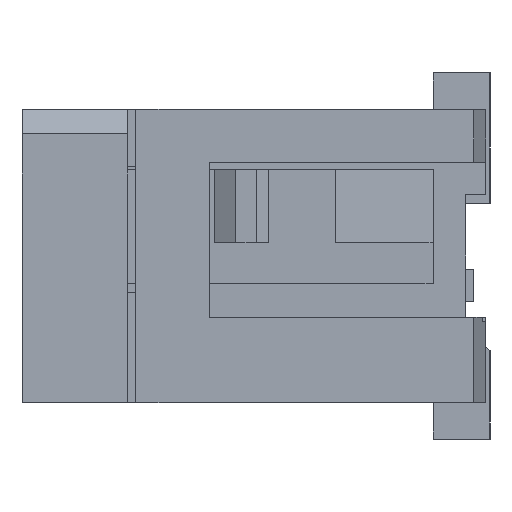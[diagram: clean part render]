
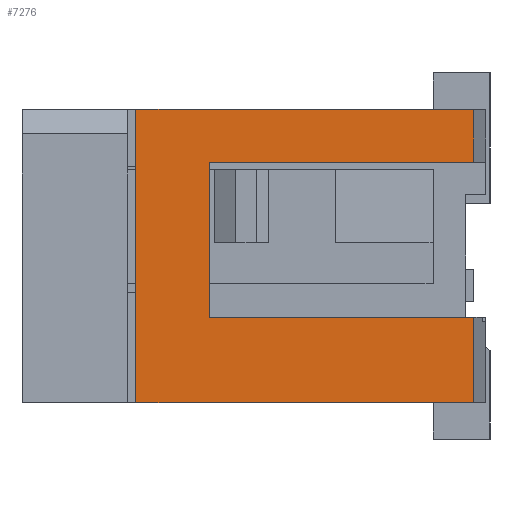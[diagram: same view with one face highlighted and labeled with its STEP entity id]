
A CAD part, left-side view. The second image highlights one B-rep face of the part: STEP entity #7276.
In plain terms, the highlighted planar face has unit normal (-1, 0, 0).
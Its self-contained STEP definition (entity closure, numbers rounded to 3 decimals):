
#1=DIRECTION('',(0.,0.,-1.));
#2=VECTOR('',#1,3.6);
#3=CARTESIAN_POINT('',(-7.425,4.3,1.8));
#4=LINE('',#3,#2);
#5=DIRECTION('',(0.,-1.,0.));
#6=VECTOR('',#5,4.15);
#7=CARTESIAN_POINT('',(-7.425,4.3,1.8));
#8=LINE('',#7,#6);
#9=DIRECTION('',(0.,0.,-1.));
#10=VECTOR('',#9,0.65);
#11=CARTESIAN_POINT('',(-7.425,0.15,1.8));
#12=LINE('',#11,#10);
#13=DIRECTION('',(0.,1.,0.));
#14=VECTOR('',#13,3.25);
#15=CARTESIAN_POINT('',(-7.425,0.15,1.15));
#16=LINE('',#15,#14);
#17=DIRECTION('',(0.,0.,-1.));
#18=VECTOR('',#17,1.9);
#19=CARTESIAN_POINT('',(-7.425,3.4,1.15));
#20=LINE('',#19,#18);
#21=DIRECTION('',(0.,0.,-1.));
#22=VECTOR('',#21,1.05);
#23=CARTESIAN_POINT('',(-7.425,0.15,-0.75));
#24=LINE('',#23,#22);
#25=DIRECTION('',(0.,1.,0.));
#26=VECTOR('',#25,4.15);
#27=CARTESIAN_POINT('',(-7.425,0.15,-1.8));
#28=LINE('',#27,#26);
#2785=DIRECTION('',(0.,1.,0.));
#2786=VECTOR('',#2785,3.25);
#2787=CARTESIAN_POINT('',(-7.425,0.15,-0.75));
#2788=LINE('',#2787,#2786);
#5475=CARTESIAN_POINT('',(-7.425,4.3,1.8));
#5476=CARTESIAN_POINT('',(-7.425,4.3,-1.8));
#5477=VERTEX_POINT('',#5475);
#5478=VERTEX_POINT('',#5476);
#5487=CARTESIAN_POINT('',(-7.425,0.15,1.8));
#5488=VERTEX_POINT('',#5487);
#5495=CARTESIAN_POINT('',(-7.425,0.15,-1.8));
#5496=VERTEX_POINT('',#5495);
#5555=CARTESIAN_POINT('',(-7.425,0.15,1.15));
#5556=VERTEX_POINT('',#5555);
#5557=CARTESIAN_POINT('',(-7.425,0.15,-0.75));
#5558=VERTEX_POINT('',#5557);
#5695=CARTESIAN_POINT('',(-7.425,3.4,1.15));
#5696=CARTESIAN_POINT('',(-7.425,3.4,-0.75));
#5697=VERTEX_POINT('',#5695);
#5698=VERTEX_POINT('',#5696);
#7253=CARTESIAN_POINT('',(-7.425,0.,0.));
#7254=DIRECTION('',(1.,0.,0.));
#7255=DIRECTION('',(0.,-1.,0.));
#7256=AXIS2_PLACEMENT_3D('',#7253,#7254,#7255);
#7257=PLANE('',#7256);
#7259=ORIENTED_EDGE('',*,*,#7258,.F.);
#7261=ORIENTED_EDGE('',*,*,#7260,.T.);
#7263=ORIENTED_EDGE('',*,*,#7262,.T.);
#7265=ORIENTED_EDGE('',*,*,#7264,.T.);
#7267=ORIENTED_EDGE('',*,*,#7266,.T.);
#7269=ORIENTED_EDGE('',*,*,#7268,.F.);
#7271=ORIENTED_EDGE('',*,*,#7270,.T.);
#7273=ORIENTED_EDGE('',*,*,#7272,.T.);
#7274=EDGE_LOOP('',(#7259,#7261,#7263,#7265,#7267,#7269,#7271,#7273));
#7275=FACE_OUTER_BOUND('',#7274,.F.);
#7276=ADVANCED_FACE('',(#7275),#7257,.F.);
#7258=EDGE_CURVE('',#5477,#5478,#4,.T.);
#7260=EDGE_CURVE('',#5477,#5488,#8,.T.);
#7262=EDGE_CURVE('',#5488,#5556,#12,.T.);
#7264=EDGE_CURVE('',#5556,#5697,#16,.T.);
#7266=EDGE_CURVE('',#5697,#5698,#20,.T.);
#7268=EDGE_CURVE('',#5558,#5698,#2788,.T.);
#7270=EDGE_CURVE('',#5558,#5496,#24,.T.);
#7272=EDGE_CURVE('',#5496,#5478,#28,.T.);
